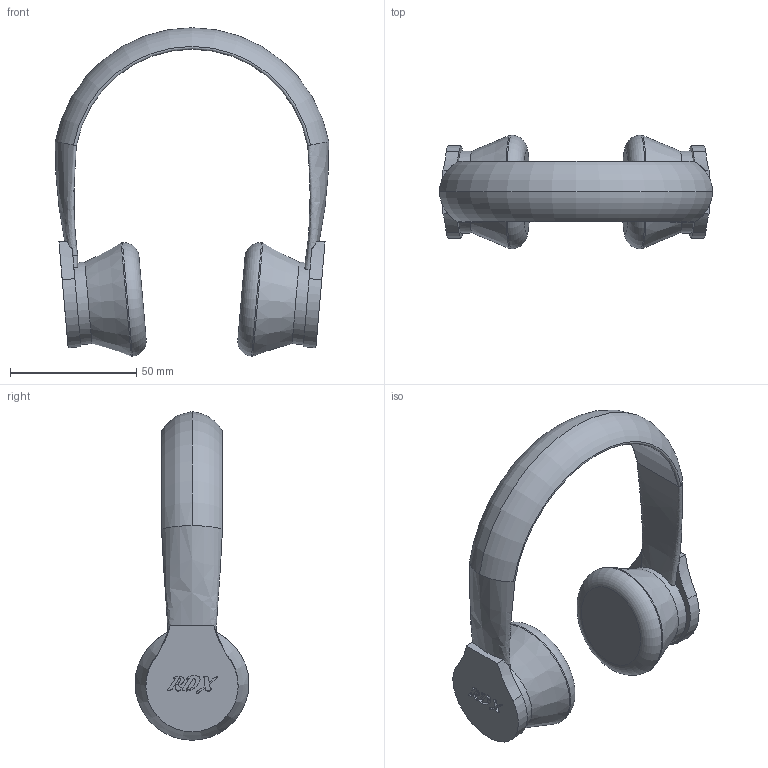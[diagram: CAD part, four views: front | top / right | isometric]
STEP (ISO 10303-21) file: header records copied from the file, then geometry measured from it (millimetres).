
FILE_DESCRIPTION(/* description */ (''),/* implementation_level */ '2;1');
FILE_NAME(/* name */ 'RDX HEADPOD.step',/* time_stamp */ '2025-06-20T17:16:52+05:30',/* author */ (''),/* organization */ (''),/* preprocessor_version */ 'ST-DEVELOPER v20.1',/* originating_system */ 'Autodesk Translation Framework v14.10.0.0',/* authorisation */ '');
FILE_SCHEMA (('AUTOMOTIVE_DESIGN { 1 0 10303 214 3 1 1 }'));
Length unit declared in the file: millimetre
Products named in the file (1): 2025-06-14-08-50-02-347
Bounding box: 108.17 x 45 x 129.88 mm (x, y, z)
Volume: 110412.6 mm3; surface area: 24837.3 mm2
Topology: 1 solids, 1 shells, 172 faces, 498 edges, 332 vertices
Faces by surface type: bspline 129, plane 24, cylinder 11, torus 6, cone 2
Full cylindrical faces by diameter (mm): 32.415 x2, 45 x2
Entity records: 7543 total; most frequent: CARTESIAN_POINT 3846, ORIENTED_EDGE 996, EDGE_CURVE 498, DIRECTION 362, VERTEX_POINT 332, B_SPLINE_CURVE_WITH_KNOTS 273, EDGE_LOOP 176, LINE 176
